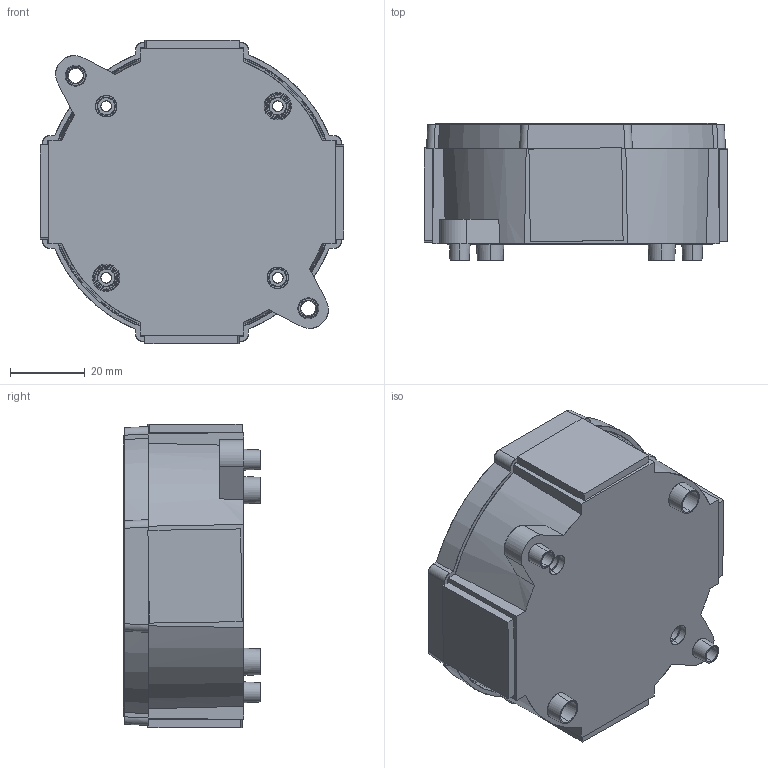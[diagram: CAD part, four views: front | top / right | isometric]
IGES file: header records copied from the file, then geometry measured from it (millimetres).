
Start section: SolidWorks IGES file using analytic representation for surfaces
Global section: file name: PW-21.1ZLP.IGS; native system: SolidWorks 2010; preprocessor: SolidWorks 2010; author: lukasz; date: 140913.124345; units: millimetre
Bounding box: 81.09 x 36.7 x 81.09 mm (x, y, z)
Surface area: 50289.5 mm2 (no closed solid volume)
Topology: 0 solids, 0 shells, 358 faces, 5624 edges, 5624 vertices
Faces by surface type: bspline 192, revolution 166
